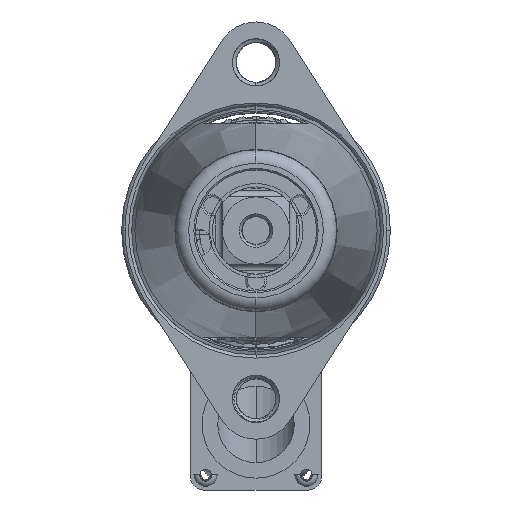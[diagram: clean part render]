
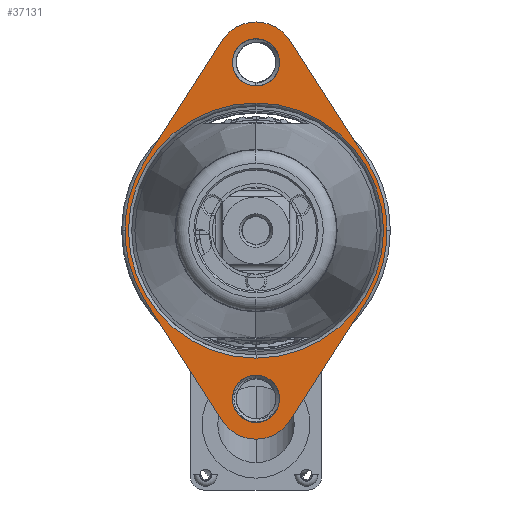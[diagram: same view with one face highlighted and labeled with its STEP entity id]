
A CAD part, left-side view. The second image highlights one B-rep face of the part: STEP entity #37131.
In plain terms, the highlighted planar face has unit normal (-1, 0, 0).
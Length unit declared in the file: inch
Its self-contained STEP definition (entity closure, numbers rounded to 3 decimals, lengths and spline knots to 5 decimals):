
#34891=CARTESIAN_POINT('',(-13.978,0.005,-1.5625));
#34892=DIRECTION('',(-1.,0.,0.));
#34893=DIRECTION('',(0.,0.842,-0.54));
#34894=AXIS2_PLACEMENT_3D('',#34891,#34892,#34893);
#34896=DIRECTION('',(0.,-0.54,-0.842));
#34897=VECTOR('',#34896,1.31494);
#34898=CARTESIAN_POINT('',(-13.978,1.03086,-0.65846));
#34899=LINE('',#34898,#34897);
#34900=CARTESIAN_POINT('',(-13.978,0.005,0.));
#34901=DIRECTION('',(-1.,0.,0.));
#34902=DIRECTION('',(0.,0.842,0.54));
#34903=AXIS2_PLACEMENT_3D('',#34900,#34901,#34902);
#34905=DIRECTION('',(0.,0.54,-0.842));
#34906=VECTOR('',#34905,1.31494);
#34907=CARTESIAN_POINT('',(-13.978,0.32059,1.76506));
#34908=LINE('',#34907,#34906);
#34909=CARTESIAN_POINT('',(-13.978,0.005,1.5625));
#34910=DIRECTION('',(-1.,0.,0.));
#34911=DIRECTION('',(0.,-0.842,0.54));
#34912=AXIS2_PLACEMENT_3D('',#34909,#34910,#34911);
#34914=DIRECTION('',(0.,0.54,0.842));
#34915=VECTOR('',#34914,1.31494);
#34916=CARTESIAN_POINT('',(-13.978,-1.02086,0.65846));
#34917=LINE('',#34916,#34915);
#34918=CARTESIAN_POINT('',(-13.978,0.005,0.));
#34919=DIRECTION('',(-1.,0.,0.));
#34920=DIRECTION('',(0.,-0.842,-0.54));
#34921=AXIS2_PLACEMENT_3D('',#34918,#34919,#34920);
#34923=DIRECTION('',(0.,-0.54,0.842));
#34924=VECTOR('',#34923,1.31494);
#34925=CARTESIAN_POINT('',(-13.978,-0.31059,-1.76506));
#34926=LINE('',#34925,#34924);
#34927=CARTESIAN_POINT('',(-13.978,0.005,1.5625));
#34928=DIRECTION('',(-1.,0.,0.));
#34929=DIRECTION('',(0.,0.,1.));
#34930=AXIS2_PLACEMENT_3D('',#34927,#34928,#34929);
#34932=CARTESIAN_POINT('',(-13.978,0.005,0.));
#34933=DIRECTION('',(-1.,0.,0.));
#34934=DIRECTION('',(0.,0.,1.));
#34935=AXIS2_PLACEMENT_3D('',#34932,#34933,#34934);
#34937=CARTESIAN_POINT('',(-13.978,0.005,0.));
#34938=DIRECTION('',(-1.,0.,0.));
#34939=DIRECTION('',(0.,0.,-1.));
#34940=AXIS2_PLACEMENT_3D('',#34937,#34938,#34939);
#35004=CARTESIAN_POINT('',(-13.978,0.005,1.5625));
#35005=DIRECTION('',(1.,0.,0.));
#35006=DIRECTION('',(0.,0.,1.));
#35007=AXIS2_PLACEMENT_3D('',#35004,#35005,#35006);
#35041=CARTESIAN_POINT('',(-13.978,0.005,-1.5625));
#35042=DIRECTION('',(-1.,0.,0.));
#35043=DIRECTION('',(0.,0.,1.));
#35044=AXIS2_PLACEMENT_3D('',#35041,#35042,#35043);
#35075=CARTESIAN_POINT('',(-13.978,0.005,-1.5625));
#35076=DIRECTION('',(-1.,0.,0.));
#35077=DIRECTION('',(0.,0.,-1.));
#35078=AXIS2_PLACEMENT_3D('',#35075,#35076,#35077);
#36541=CARTESIAN_POINT('',(-13.978,0.32059,-1.76506));
#36542=CARTESIAN_POINT('',(-13.978,-0.31059,-1.76506));
#36543=VERTEX_POINT('',#36541);
#36544=VERTEX_POINT('',#36542);
#36545=CARTESIAN_POINT('',(-13.978,-1.02086,-0.65846));
#36546=VERTEX_POINT('',#36545);
#36547=CARTESIAN_POINT('',(-13.978,-1.02086,0.65846));
#36548=VERTEX_POINT('',#36547);
#36549=CARTESIAN_POINT('',(-13.978,-0.31059,1.76506));
#36550=VERTEX_POINT('',#36549);
#36551=CARTESIAN_POINT('',(-13.978,0.32059,1.76506));
#36552=VERTEX_POINT('',#36551);
#36553=CARTESIAN_POINT('',(-13.978,1.03086,0.65846));
#36554=VERTEX_POINT('',#36553);
#36555=CARTESIAN_POINT('',(-13.978,1.03086,-0.65846));
#36556=VERTEX_POINT('',#36555);
#36557=CARTESIAN_POINT('',(-13.978,0.005,1.343));
#36558=CARTESIAN_POINT('',(-13.978,0.005,1.782));
#36559=VERTEX_POINT('',#36557);
#36560=VERTEX_POINT('',#36558);
#36561=CARTESIAN_POINT('',(-13.978,0.005,-1.343));
#36562=CARTESIAN_POINT('',(-13.978,0.005,-1.782));
#36563=VERTEX_POINT('',#36561);
#36564=VERTEX_POINT('',#36562);
#36585=CARTESIAN_POINT('',(-13.978,0.005,1.185));
#36586=CARTESIAN_POINT('',(-13.978,0.005,-1.185));
#36587=VERTEX_POINT('',#36585);
#36588=VERTEX_POINT('',#36586);
#37090=CARTESIAN_POINT('',(-13.978,0.005,0.));
#37091=DIRECTION('',(-1.,0.,0.));
#37092=DIRECTION('',(0.,1.,0.));
#37093=AXIS2_PLACEMENT_3D('',#37090,#37091,#37092);
#37094=PLANE('',#37093);
#37096=ORIENTED_EDGE('',*,*,#37095,.F.);
#37098=ORIENTED_EDGE('',*,*,#37097,.F.);
#37100=ORIENTED_EDGE('',*,*,#37099,.F.);
#37102=ORIENTED_EDGE('',*,*,#37101,.F.);
#37104=ORIENTED_EDGE('',*,*,#37103,.F.);
#37106=ORIENTED_EDGE('',*,*,#37105,.F.);
#37108=ORIENTED_EDGE('',*,*,#37107,.F.);
#37110=ORIENTED_EDGE('',*,*,#37109,.F.);
#37111=EDGE_LOOP('',(#37096,#37098,#37100,#37102,#37104,#37106,#37108,#37110));
#37112=FACE_OUTER_BOUND('',#37111,.F.);
#37114=ORIENTED_EDGE('',*,*,#37113,.T.);
#37116=ORIENTED_EDGE('',*,*,#37115,.T.);
#37117=EDGE_LOOP('',(#37114,#37116));
#37118=FACE_BOUND('',#37117,.F.);
#37120=ORIENTED_EDGE('',*,*,#37119,.T.);
#37122=ORIENTED_EDGE('',*,*,#37121,.F.);
#37123=EDGE_LOOP('',(#37120,#37122));
#37124=FACE_BOUND('',#37123,.F.);
#37126=ORIENTED_EDGE('',*,*,#37125,.T.);
#37128=ORIENTED_EDGE('',*,*,#37127,.T.);
#37129=EDGE_LOOP('',(#37126,#37128));
#37130=FACE_BOUND('',#37129,.F.);
#37131=ADVANCED_FACE('',(#37112,#37118,#37124,#37130),#37094,.T.);
#34895=CIRCLE('',#34894,0.375);
#34904=CIRCLE('',#34903,1.219);
#34913=CIRCLE('',#34912,0.375);
#34922=CIRCLE('',#34921,1.219);
#34931=CIRCLE('',#34930,0.2195);
#34936=CIRCLE('',#34935,1.185);
#34941=CIRCLE('',#34940,1.185);
#35008=CIRCLE('',#35007,0.2195);
#35045=CIRCLE('',#35044,0.2195);
#35079=CIRCLE('',#35078,0.2195);
#37095=EDGE_CURVE('',#36543,#36544,#34895,.T.);
#37097=EDGE_CURVE('',#36556,#36543,#34899,.T.);
#37099=EDGE_CURVE('',#36554,#36556,#34904,.T.);
#37101=EDGE_CURVE('',#36552,#36554,#34908,.T.);
#37103=EDGE_CURVE('',#36550,#36552,#34913,.T.);
#37105=EDGE_CURVE('',#36548,#36550,#34917,.T.);
#37107=EDGE_CURVE('',#36546,#36548,#34922,.T.);
#37109=EDGE_CURVE('',#36544,#36546,#34926,.T.);
#37113=EDGE_CURVE('',#36563,#36564,#35045,.T.);
#37115=EDGE_CURVE('',#36564,#36563,#35079,.T.);
#37119=EDGE_CURVE('',#36560,#36559,#34931,.T.);
#37121=EDGE_CURVE('',#36560,#36559,#35008,.T.);
#37125=EDGE_CURVE('',#36587,#36588,#34936,.T.);
#37127=EDGE_CURVE('',#36588,#36587,#34941,.T.);
